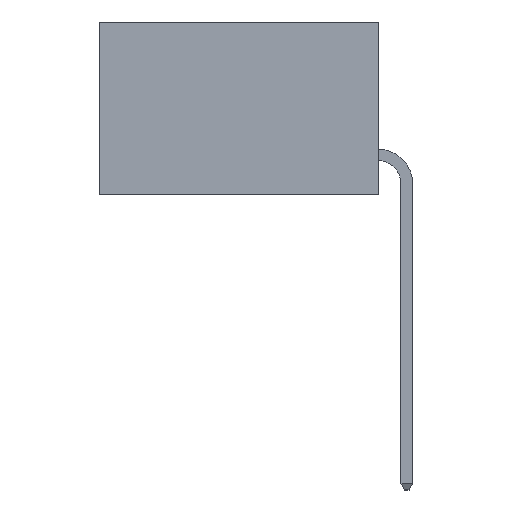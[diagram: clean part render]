
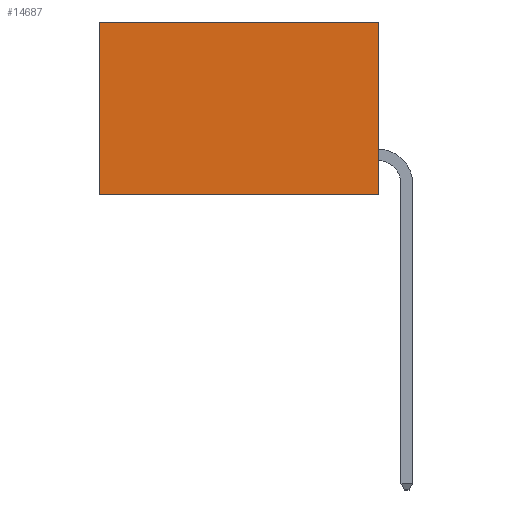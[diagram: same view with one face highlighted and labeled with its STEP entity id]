
A CAD part, left-side view. The second image highlights one B-rep face of the part: STEP entity #14687.
In plain terms, the highlighted planar face has unit normal (-1, 0, 0).
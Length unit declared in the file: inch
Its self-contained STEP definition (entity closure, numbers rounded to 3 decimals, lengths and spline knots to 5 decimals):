
#655 = DIRECTION ( 'NONE',  ( 0., 0., -1. ) ) ;
#821 = ORIENTED_EDGE ( 'NONE', *, *, #9606, .T. ) ;
#1387 = VERTEX_POINT ( 'NONE', #20157 ) ;
#2663 = ORIENTED_EDGE ( 'NONE', *, *, #6471, .F. ) ;
#3584 = VECTOR ( 'NONE', #8523, 39.37008 ) ;
#3769 = VECTOR ( 'NONE', #655, 39.37008 ) ;
#3803 = VECTOR ( 'NONE', #17157, 39.37008 ) ;
#5355 = VERTEX_POINT ( 'NONE', #17259 ) ;
#5732 = PLANE ( 'NONE',  #9642 ) ;
#6471 = EDGE_CURVE ( 'NONE', #7463, #24117, #18985, .T. ) ;
#6776 = CARTESIAN_POINT ( 'NONE',  ( 0.2615, 0.6, -0.37 ) ) ;
#7323 = CARTESIAN_POINT ( 'NONE',  ( 0.2615, 0., -0.37 ) ) ;
#7463 = VERTEX_POINT ( 'NONE', #21350 ) ;
#7702 = DIRECTION ( 'NONE',  ( 1., 0., 0. ) ) ;
#8273 = VECTOR ( 'NONE', #20780, 39.37008 ) ;
#8523 = DIRECTION ( 'NONE',  ( 0., 1., 0. ) ) ;
#9527 = CARTESIAN_POINT ( 'NONE',  ( 0.2615, 0., 0. ) ) ;
#9606 = EDGE_CURVE ( 'NONE', #1387, #24117, #10180, .T. ) ;
#9611 = LINE ( 'NONE', #9527, #3803 ) ;
#9642 = AXIS2_PLACEMENT_3D ( 'NONE', #19206, #7702, #21155 ) ;
#10180 = LINE ( 'NONE', #20008, #3769 ) ;
#10772 = ORIENTED_EDGE ( 'NONE', *, *, #20731, .T. ) ;
#12495 = EDGE_LOOP ( 'NONE', ( #821, #2663, #14818, #10772 ) ) ;
#14687 = ADVANCED_FACE ( 'NONE', ( #23109 ), #5732, .F. ) ;
#14818 = ORIENTED_EDGE ( 'NONE', *, *, #16943, .F. ) ;
#16943 = EDGE_CURVE ( 'NONE', #5355, #7463, #23021, .T. ) ;
#17157 = DIRECTION ( 'NONE',  ( 0., 1., 0. ) ) ;
#17259 = CARTESIAN_POINT ( 'NONE',  ( 0.2615, 0., 0. ) ) ;
#18083 = CARTESIAN_POINT ( 'NONE',  ( 0.2615, 0., -0.37 ) ) ;
#18985 = LINE ( 'NONE', #18083, #3584 ) ;
#19206 = CARTESIAN_POINT ( 'NONE',  ( 0.2615, 0., -0.37 ) ) ;
#20008 = CARTESIAN_POINT ( 'NONE',  ( 0.2615, 0.6, -0.37 ) ) ;
#20157 = CARTESIAN_POINT ( 'NONE',  ( 0.2615, 0.6, 0. ) ) ;
#20731 = EDGE_CURVE ( 'NONE', #5355, #1387, #9611, .T. ) ;
#20780 = DIRECTION ( 'NONE',  ( 0., 0., -1. ) ) ;
#21155 = DIRECTION ( 'NONE',  ( 0., 0., -1. ) ) ;
#21350 = CARTESIAN_POINT ( 'NONE',  ( 0.2615, 0., -0.37 ) ) ;
#23021 = LINE ( 'NONE', #7323, #8273 ) ;
#23109 = FACE_OUTER_BOUND ( 'NONE', #12495, .T. ) ;
#24117 = VERTEX_POINT ( 'NONE', #6776 ) ;
